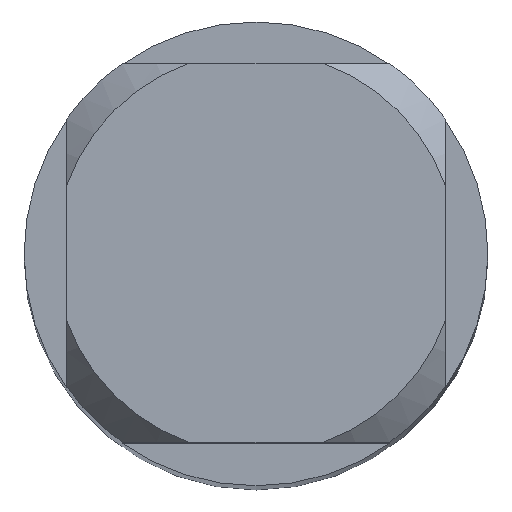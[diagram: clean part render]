
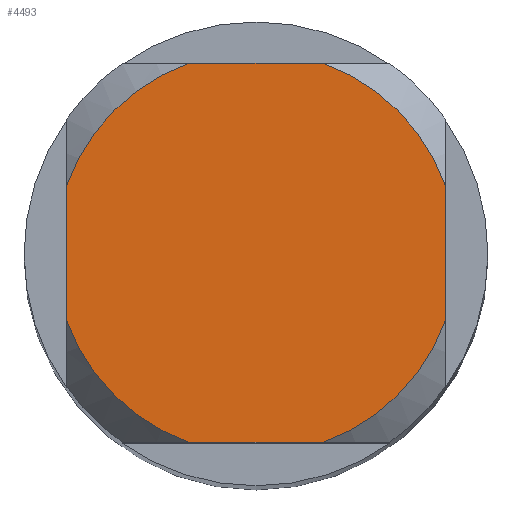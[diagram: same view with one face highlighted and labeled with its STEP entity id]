
A CAD part, top view. The second image highlights one B-rep face of the part: STEP entity #4493.
In plain terms, the highlighted planar face has unit normal (0, 0, 1).
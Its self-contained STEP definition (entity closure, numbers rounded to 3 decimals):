
#3737=EDGE_CURVE('',#5921,#8383,#11117,.T.);
#4163=VERTEX_POINT('',#11582);
#4493=ADVANCED_FACE('',(#11931),#11932,.T.);
#4563=EDGE_CURVE('',#4163,#10341,#12011,.T.);
#4681=EDGE_CURVE('',#6601,#8231,#12139,.T.);
#5089=VERTEX_POINT('',#12578);
#5511=EDGE_CURVE('',#5089,#8383,#13034,.T.);
#5921=VERTEX_POINT('',#13483);
#6601=VERTEX_POINT('',#14219);
#7741=EDGE_CURVE('',#5921,#8231,#15461,.T.);
#7901=EDGE_CURVE('',#6601,#10899,#15635,.T.);
#8229=EDGE_CURVE('',#5089,#10341,#15995,.T.);
#8231=VERTEX_POINT('',#15997);
#8383=VERTEX_POINT('',#16157);
#9279=EDGE_CURVE('',#4163,#10899,#17127,.T.);
#10341=VERTEX_POINT('',#18289);
#10899=VERTEX_POINT('',#18904);
#11117=CIRCLE('',#19178,2.6);
#11582=CARTESIAN_POINT('',(2.45,-0.87,0.0));
#11931=FACE_OUTER_BOUND('',#20679,.T.);
#11932=PLANE('',#20680);
#12011=LINE('',#20820,#20821);
#12139=CIRCLE('',#21084,2.6);
#12578=CARTESIAN_POINT('',(0.87,2.45,0.0));
#13034=LINE('',#22709,#22710);
#13483=CARTESIAN_POINT('',(-2.45,0.87,0.0));
#14219=CARTESIAN_POINT('',(-0.87,-2.45,0.0));
#15461=LINE('',#27195,#27196);
#15635=LINE('',#27485,#27486);
#15995=CIRCLE('',#28147,2.6);
#15997=CARTESIAN_POINT('',(-2.45,-0.87,0.0));
#16157=CARTESIAN_POINT('',(-0.87,2.45,0.0));
#17127=CIRCLE('',#30156,2.6);
#18289=CARTESIAN_POINT('',(2.45,0.87,0.0));
#18904=CARTESIAN_POINT('',(0.87,-2.45,0.0));
#19178=AXIS2_PLACEMENT_3D('',#33681,#33682,#33683);
#20679=EDGE_LOOP('',(#34425,#34426,#34427,#34428,#34429,#34430,#34431,#34432));
#20680=AXIS2_PLACEMENT_3D('',#34433,#34434,#34435);
#20820=CARTESIAN_POINT('',(2.45,0.65,0.0));
#20821=VECTOR('',#34520,1.0);
#21084=AXIS2_PLACEMENT_3D('',#34656,#34657,#34658);
#22709=CARTESIAN_POINT('',(0.0,2.45,0.0));
#22710=VECTOR('',#35641,1.0);
#27195=CARTESIAN_POINT('',(-2.45,0.65,0.0));
#27196=VECTOR('',#38433,1.0);
#27485=CARTESIAN_POINT('',(0.0,-2.45,0.0));
#27486=VECTOR('',#38606,1.0);
#28147=AXIS2_PLACEMENT_3D('',#39032,#39033,#39034);
#30156=AXIS2_PLACEMENT_3D('',#40394,#40395,#40396);
#33681=CARTESIAN_POINT('',(0.0,0.0,0.0));
#33682=DIRECTION('',(0.0,0.0,-1.0));
#33683=DIRECTION('',(0.0,1.0,0.0));
#34425=ORIENTED_EDGE('',*,*,#7741,.T.);
#34426=ORIENTED_EDGE('',*,*,#4681,.F.);
#34427=ORIENTED_EDGE('',*,*,#7901,.T.);
#34428=ORIENTED_EDGE('',*,*,#9279,.F.);
#34429=ORIENTED_EDGE('',*,*,#4563,.T.);
#34430=ORIENTED_EDGE('',*,*,#8229,.F.);
#34431=ORIENTED_EDGE('',*,*,#5511,.T.);
#34432=ORIENTED_EDGE('',*,*,#3737,.F.);
#34433=CARTESIAN_POINT('',(0.0,1.3,0.0));
#34434=DIRECTION('',(-0.0,0.0,1.0));
#34435=DIRECTION('',(0.0,-1.0,0.0));
#34520=DIRECTION('',(-0.0,1.0,0.0));
#34656=CARTESIAN_POINT('',(0.0,0.0,0.0));
#34657=DIRECTION('',(0.0,0.0,-1.0));
#34658=DIRECTION('',(0.0,1.0,0.0));
#35641=DIRECTION('',(-1.0,0.0,0.0));
#38433=DIRECTION('',(-0.0,-1.0,0.0));
#38606=DIRECTION('',(1.0,0.0,0.0));
#39032=CARTESIAN_POINT('',(0.0,0.0,0.0));
#39033=DIRECTION('',(0.0,0.0,-1.0));
#39034=DIRECTION('',(0.0,1.0,0.0));
#40394=CARTESIAN_POINT('',(0.0,0.0,0.0));
#40395=DIRECTION('',(0.0,0.0,-1.0));
#40396=DIRECTION('',(0.0,1.0,0.0));
